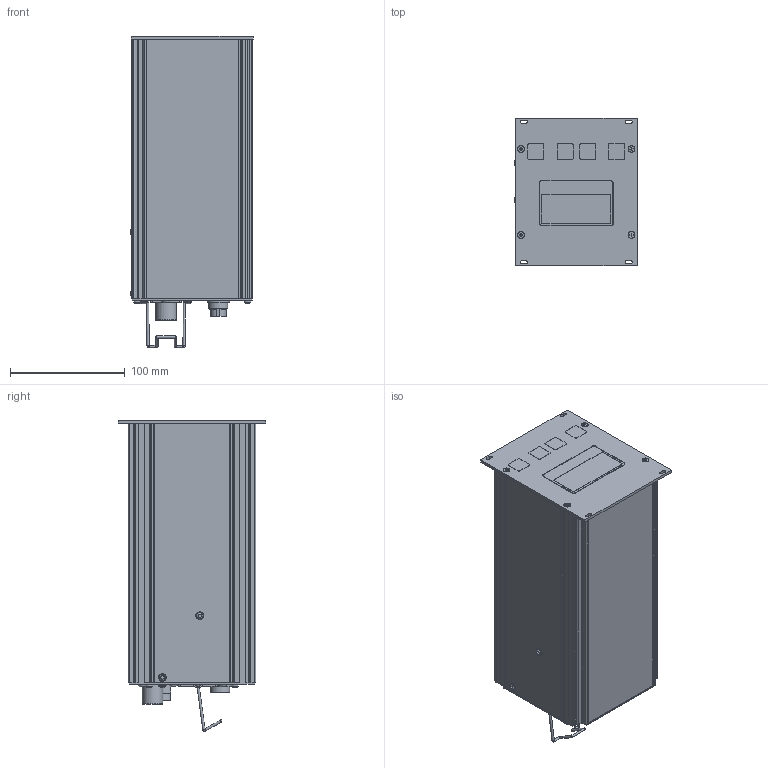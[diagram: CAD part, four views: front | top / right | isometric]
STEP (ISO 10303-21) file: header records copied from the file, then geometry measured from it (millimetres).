
FILE_DESCRIPTION((''),'2;1');
FILE_NAME('PM902253.stp','2009-09-14T13:21:14',('LEIB'),(''),'Autodesk Inventor 2009','Autodesk Inventor 2009','');
FILE_SCHEMA(('AUTOMOTIVE_DESIGN { 1 0 10303 214 1 1 1 1 }'));
Length unit declared in the file: millimetre
Products named in the file (1): Bauteil48
Bounding box: 106.9 x 128.5 x 271.83 mm (x, y, z)
Volume: 2564134.8 mm3; surface area: 140535.3 mm2
Topology: 1 solids, 7 shells, 709 faces, 1869 edges, 1207 vertices
Faces by surface type: plane 390, cylinder 147, torus 82, cone 63, bspline 16, sphere 11
Full cylindrical faces by diameter (mm): 2 x7, 2.8 x4, 3 x8, 3.4 x4, 5.6 x4, 6 x10, 6.7 x2, 11 x1, 14 x1, 16.8 x1, 18 x1, 19.6 x1
Entity records: 24446 total; most frequent: CARTESIAN_POINT 6725, DIRECTION 3504, ORIENTED_EDGE 3440, EDGE_CURVE 1720, AXIS2_PLACEMENT_3D 1274, VERTEX_POINT 1161, VECTOR 956, LINE 956
